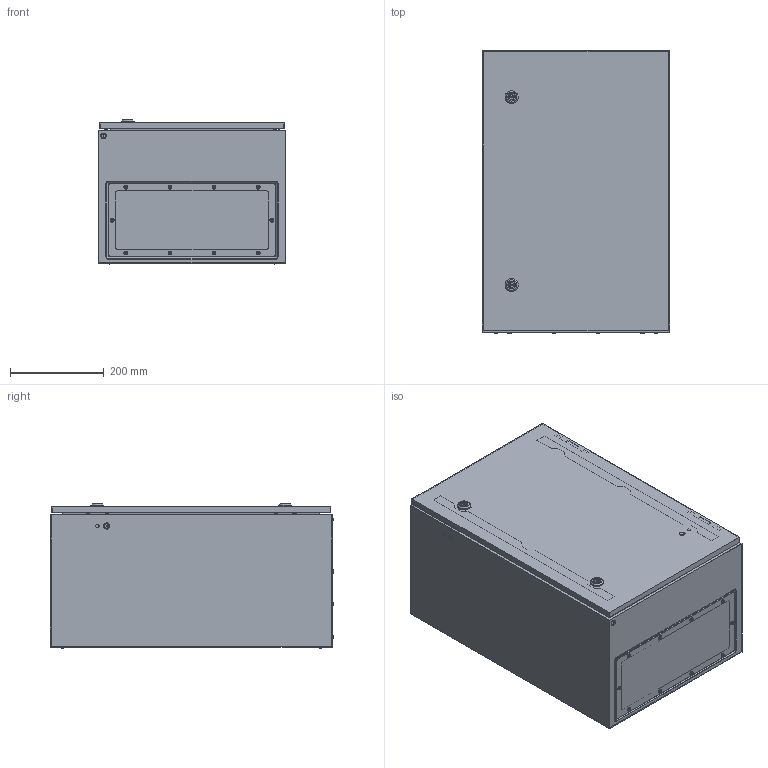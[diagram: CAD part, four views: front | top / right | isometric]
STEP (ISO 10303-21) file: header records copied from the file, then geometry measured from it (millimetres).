
FILE_DESCRIPTION (( 'STEP AP214' ), '1' );
FILE_NAME ('3331-4060-30-17.step', '2023-12-20T12:48:36', ( '' ), ( '' ), 'SwSTEP 2.0', 'SolidWorks 2019', '' );
FILE_SCHEMA (( 'AUTOMOTIVE_DESIGN' ));
Length unit declared in the file: millimetre
Products named in the file (6): Tuer_wg_3331-4060-00-97; Kabeleinfuehrungsplatte_wg_3080-7035-12-27; Montageplatte_wg_0331-4060-00-13; Montageplattenbeipack_wg_4060; Korpus_wg_4060-30; 3331-4060-30-17
Assembly tree (5 placements, depth 2):
  3331-4060-30-17
    Korpus_wg_4060-30
    Tuer_wg_3331-4060-00-97
    Kabeleinfuehrungsplatte_wg_3080-7035-12-27
    Montageplatte_wg_0331-4060-00-13
    Montageplattenbeipack_wg_4060
Bounding box: 400 x 603.1 x 307 mm (x, y, z)
Volume: 2146851.9 mm3; surface area: 2823380.9 mm2
Topology: 34 solids, 34 shells, 1761 faces, 4488 edges, 2903 vertices
Faces by surface type: plane 1023, cylinder 520, cone 160, torus 24, sphere 18, bspline 16
Entity records: 70954 total; most frequent: CARTESIAN_POINT 18754, DIRECTION 9070, ORIENTED_EDGE 8960, EDGE_CURVE 4480, AXIS2_PLACEMENT_3D 3185, VERTEX_POINT 2903, VECTOR 2700, LINE 2700
